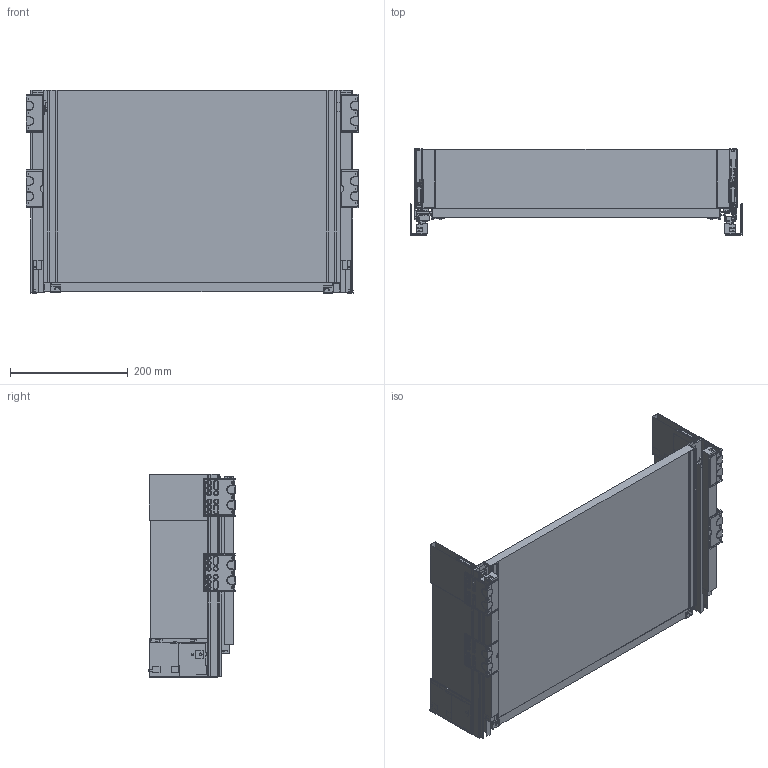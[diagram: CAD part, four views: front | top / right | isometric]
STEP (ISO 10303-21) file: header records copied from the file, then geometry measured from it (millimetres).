
FILE_DESCRIPTION(/* description */ (''),/* implementation_level */ '2;1');
FILE_NAME(/* name */ 'AXIS PRO GLASS 116_350.stp',/* time_stamp */ '2023-08-08T13:29:10+02:00',/* author */ ('tomaszw'),/* organization */ (''),/* preprocessor_version */ 'ST-DEVELOPER v19.2',/* originating_system */ 'Autodesk Inventor 2023',/* authorisation */ '');
FILE_SCHEMA (('AUTOMOTIVE_DESIGN { 1 0 10303 214 3 1 1 }'));
Products named in the file (2): AXIS PRO GLASS; AXIS PRO GLASS_116_350
Assembly tree (1 placements, depth 2):
  AXIS PRO GLASS
    AXIS PRO GLASS_116_350
Bounding box: 563.9 x 146.5 x 345.26 mm (x, y, z)
Volume: 4396483.4 mm3; surface area: 1164009.3 mm2
Topology: 51 solids, 51 shells, 3451 faces, 9557 edges, 6234 vertices
Faces by surface type: plane 2330, cylinder 681, bspline 258, cone 100, sphere 66, torus 16
Full cylindrical faces by diameter (mm): 2.4 x2, 2.5 x7, 2.8 x4, 2.9 x2, 3.7 x3, 3.8 x2, 4 x20, 4.134 x8, 4.25 x1, 4.85 x8, 5 x13, 5.5 x1, 6 x1, 6.3 x31, 7 x4, 8.5 x4, 8.8 x8, 9.2 x2, 10 x11, 10.4 x4
Entity records: 183843 total; most frequent: CARTESIAN_POINT 93361, ORIENTED_EDGE 19092, DIRECTION 16555, EDGE_CURVE 9546, LINE 7005, VECTOR 7005, VERTEX_POINT 6258, AXIS2_PLACEMENT_3D 4775
